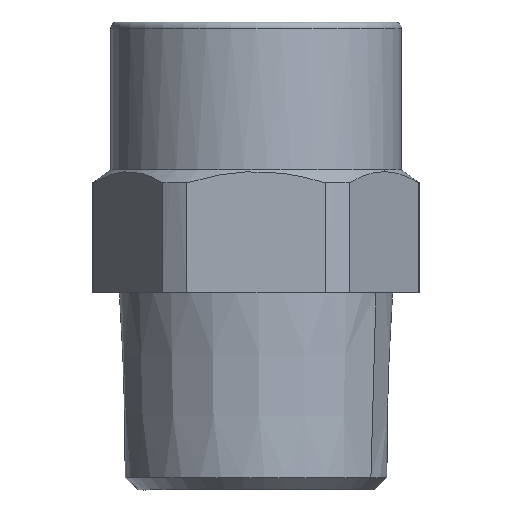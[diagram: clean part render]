
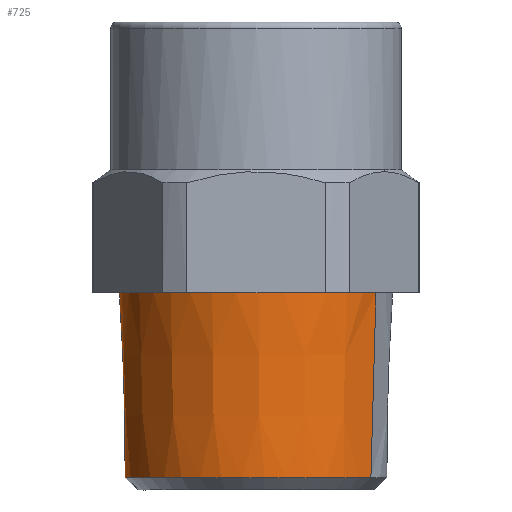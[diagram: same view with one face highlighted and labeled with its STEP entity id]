
A CAD part, left-side view. The second image highlights one B-rep face of the part: STEP entity #725.
In plain terms, the highlighted conical face has half-angle 1.78 degrees and reference radius 10.6 mm.
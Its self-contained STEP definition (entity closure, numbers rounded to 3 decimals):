
#363=AXIS2_PLACEMENT_3D('Circle Axis2P3D',#361,#362,$) ;
#704=AXIS2_PLACEMENT_3D('Cone Axis2P3D',#701,#702,#703) ;
#708=AXIS2_PLACEMENT_3D('Circle Axis2P3D',#706,#707,$) ;
#715=AXIS2_PLACEMENT_3D('Circle Axis2P3D',#713,#714,$) ;
#356=CARTESIAN_POINT('Vertex',(17.32,22.989,16.)) ;
#358=CARTESIAN_POINT('Vertex',(6.68,3.511,16.)) ;
#361=CARTESIAN_POINT('Axis2P3D Location',(12.,13.25,16.)) ;
#675=CARTESIAN_POINT('Line Origine',(7460.466,13647.576,499588.187)) ;
#679=CARTESIAN_POINT('Vertex',(17.097,22.58,1.)) ;
#682=CARTESIAN_POINT('Line Origine',(-7436.466,-13621.076,499588.187)) ;
#686=CARTESIAN_POINT('Vertex',(6.903,3.92,1.)) ;
#701=CARTESIAN_POINT('Axis2P3D Location',(12.,13.25,0.)) ;
#706=CARTESIAN_POINT('Axis2P3D Location',(12.,13.25,1.)) ;
#710=CARTESIAN_POINT('Vertex',(10.64,23.794,1.)) ;
#713=CARTESIAN_POINT('Axis2P3D Location',(12.,13.25,1.)) ;
#362=DIRECTION('Axis2P3D Direction',(0.,0.,-1.)) ;
#676=DIRECTION('Vector Direction',(0.015,0.027,1.)) ;
#683=DIRECTION('Vector Direction',(-0.015,-0.027,1.)) ;
#702=DIRECTION('Axis2P3D Direction',(0.,0.,1.)) ;
#703=DIRECTION('Axis2P3D XDirection',(0.479,0.878,0.)) ;
#707=DIRECTION('Axis2P3D Direction',(0.,-0.,1.)) ;
#714=DIRECTION('Axis2P3D Direction',(0.,-0.,1.)) ;
#677=VECTOR('Line Direction',#676,1.) ;
#684=VECTOR('Line Direction',#683,1.) ;
#719=ORIENTED_EDGE('',*,*,#688,.F.) ;
#720=ORIENTED_EDGE('',*,*,#365,.T.) ;
#721=ORIENTED_EDGE('',*,*,#681,.T.) ;
#722=ORIENTED_EDGE('',*,*,#712,.F.) ;
#723=ORIENTED_EDGE('',*,*,#717,.F.) ;
#725=ADVANCED_FACE('PartBody',(#724),#705,.T.) ;
#364=CIRCLE('generated circle',#363,11.097) ;
#709=CIRCLE('generated circle',#708,10.631) ;
#716=CIRCLE('generated circle',#715,10.631) ;
#705=CONICAL_SURFACE('Cone',#704,10.6,0.031) ;
#365=EDGE_CURVE('',#359,#357,#364,.T.) ;
#681=EDGE_CURVE('',#357,#680,#678,.F.) ;
#688=EDGE_CURVE('',#359,#687,#685,.F.) ;
#712=EDGE_CURVE('',#711,#680,#709,.F.) ;
#717=EDGE_CURVE('',#687,#711,#716,.F.) ;
#718=EDGE_LOOP('',(#719,#720,#721,#722,#723)) ;
#724=FACE_OUTER_BOUND('',#718,.T.) ;
#678=LINE('Line',#675,#677) ;
#685=LINE('Line',#682,#684) ;
#357=VERTEX_POINT('',#356) ;
#359=VERTEX_POINT('',#358) ;
#680=VERTEX_POINT('',#679) ;
#687=VERTEX_POINT('',#686) ;
#711=VERTEX_POINT('',#710) ;
